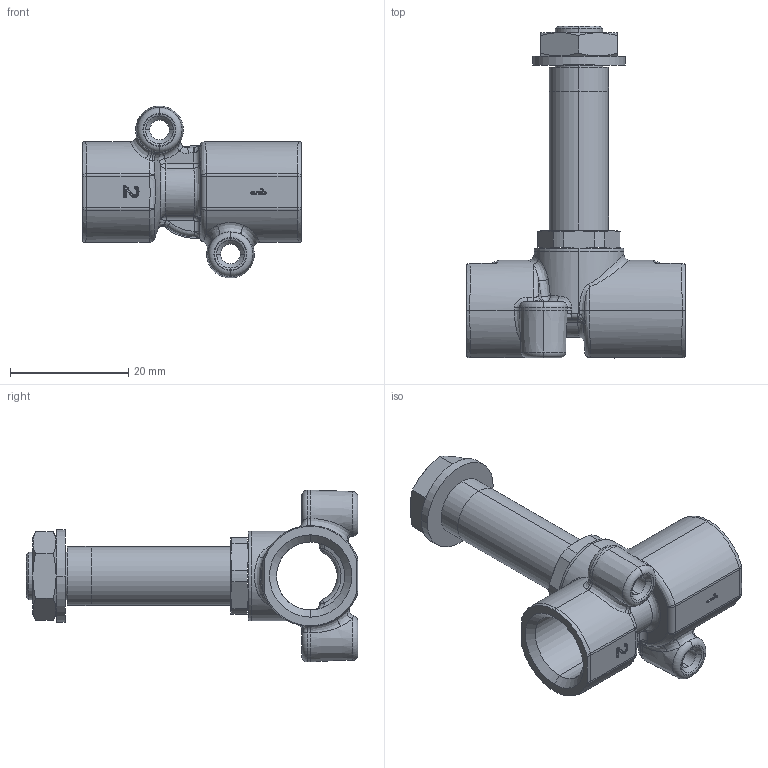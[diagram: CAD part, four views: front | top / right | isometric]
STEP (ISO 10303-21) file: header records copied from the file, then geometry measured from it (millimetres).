
FILE_DESCRIPTION (( 'STEP AP214' ), '1' );
FILE_NAME ('01F03115N0.STEP', '2015-09-09T13:17:53', ( '' ), ( '' ), 'SwSTEP 2.0', 'SolidWorks 2015', '' );
FILE_SCHEMA (( 'AUTOMOTIVE_DESIGN' ));
Length unit declared in the file: millimetre
Products named in the file (1): 01F03115N0
Bounding box: 37 x 56.1 x 29.06 mm (x, y, z)
Surface area: 5594.6 mm2 (no closed solid volume)
Topology: 0 solids, 7 shells, 289 faces, 808 edges, 493 vertices
Faces by surface type: bspline 110, cylinder 70, plane 39, torus 32, cone 28, sphere 10
Entity records: 16171 total; most frequent: CARTESIAN_POINT 6522, ORIENTED_EDGE 1405, DIRECTION 1214, EDGE_CURVE 787, AXIS2_PLACEMENT_3D 525, VERTEX_POINT 493, CIRCLE 345, EDGE_LOOP 302
